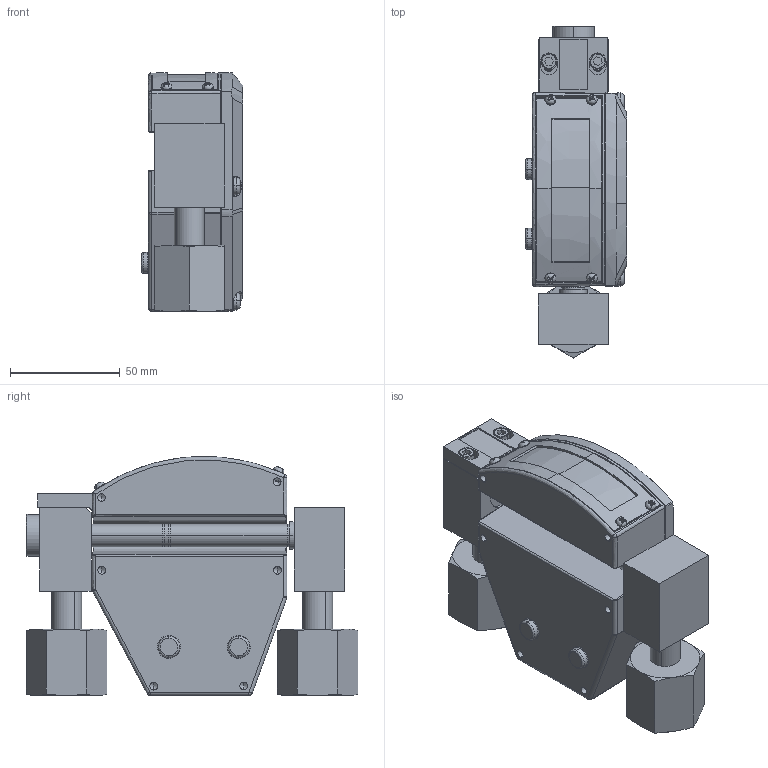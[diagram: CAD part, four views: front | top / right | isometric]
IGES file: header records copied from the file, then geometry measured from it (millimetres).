
Start section: SolidWorks IGES file using analytic representation for surfaces
Global section: file name: 3750C-A-6-A-A-A-0.IGS; native system: SolidWorks 2019; preprocessor: SolidWorks 2019; author: cfehr; date: 191003.100633; units: inch
Bounding box: 46.05 x 151.05 x 108.86 mm (x, y, z)
Volume: 196964.6 mm3; surface area: 118562.1 mm2
Topology: 24 solids, 24 shells, 1156 faces, 2940 edges, 1820 vertices
Faces by surface type: revolution 536, plane 426, bspline 194
